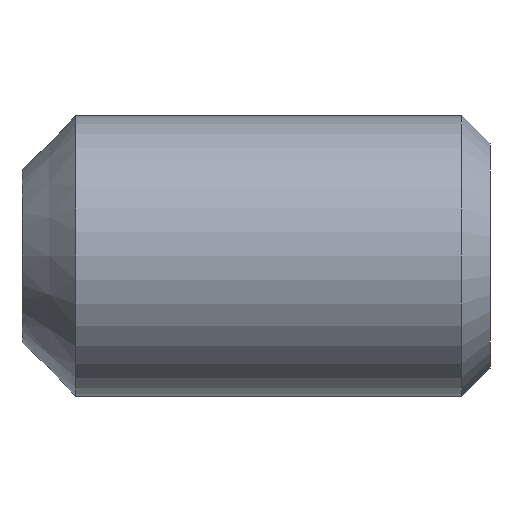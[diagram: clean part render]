
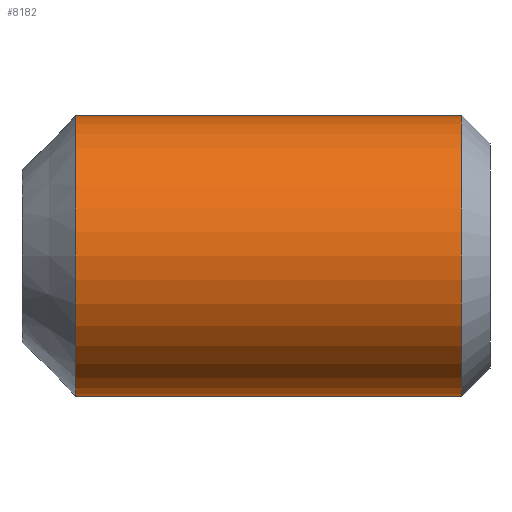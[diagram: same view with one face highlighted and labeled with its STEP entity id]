
A CAD part, front view. The second image highlights one B-rep face of the part: STEP entity #8182.
In plain terms, the highlighted cylindrical face has radius 3 mm (diameter 6 mm), a full revolution.
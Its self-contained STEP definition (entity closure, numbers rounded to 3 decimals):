
#869 = DIRECTION ( 'NONE',  ( 0., 0., 1. ) ) ;
#1406 = AXIS2_PLACEMENT_3D ( 'NONE', #16406, #15140, #869 ) ;
#2569 = CARTESIAN_POINT ( 'NONE',  ( 9.4, 0., 0. ) ) ;
#3511 = FACE_OUTER_BOUND ( 'NONE', #14383, .T. ) ;
#3651 = CIRCLE ( 'NONE', #11947, 3. ) ;
#4031 = EDGE_CURVE ( 'NONE', #8561, #8561, #14637, .T. ) ;
#4314 = CARTESIAN_POINT ( 'NONE',  ( 1.15, 0., 0. ) ) ;
#4923 = FACE_OUTER_BOUND ( 'NONE', #16632, .T. ) ;
#5743 = EDGE_CURVE ( 'NONE', #10218, #10218, #3651, .T. ) ;
#6660 = CARTESIAN_POINT ( 'NONE',  ( 1.15, -3., 0. ) ) ;
#8182 = ADVANCED_FACE ( 'NONE', ( #4923, #3511 ), #9987, .T. ) ;
#8561 = VERTEX_POINT ( 'NONE', #6660 ) ;
#9987 = CYLINDRICAL_SURFACE ( 'NONE', #1406, 3. ) ;
#10218 = VERTEX_POINT ( 'NONE', #10469 ) ;
#10469 = CARTESIAN_POINT ( 'NONE',  ( 9.4, 0., -3. ) ) ;
#11947 = AXIS2_PLACEMENT_3D ( 'NONE', #2569, #15529, #15694 ) ;
#12130 = ORIENTED_EDGE ( 'NONE', *, *, #4031, .F. ) ;
#12294 = DIRECTION ( 'NONE',  ( -1., 0., 0. ) ) ;
#14383 = EDGE_LOOP ( 'NONE', ( #12130 ) ) ;
#14637 = CIRCLE ( 'NONE', #14885, 3. ) ;
#14755 = DIRECTION ( 'NONE',  ( 0., -1., 0. ) ) ;
#14885 = AXIS2_PLACEMENT_3D ( 'NONE', #4314, #12294, #14755 ) ;
#15140 = DIRECTION ( 'NONE',  ( -1., 0., 0. ) ) ;
#15529 = DIRECTION ( 'NONE',  ( -1., 0., 0. ) ) ;
#15694 = DIRECTION ( 'NONE',  ( 0., 0., -1. ) ) ;
#16114 = ORIENTED_EDGE ( 'NONE', *, *, #5743, .T. ) ;
#16406 = CARTESIAN_POINT ( 'NONE',  ( 10., 0., 0. ) ) ;
#16632 = EDGE_LOOP ( 'NONE', ( #16114 ) ) ;
